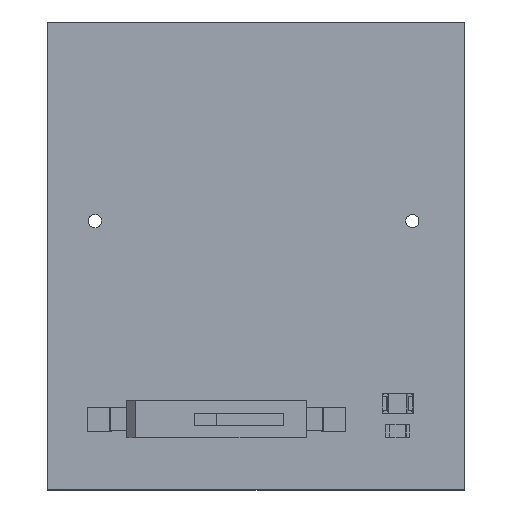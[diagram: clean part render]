
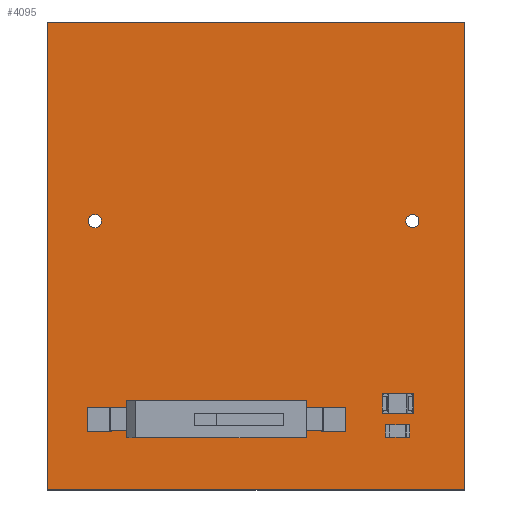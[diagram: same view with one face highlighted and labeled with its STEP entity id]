
A CAD part, top view. The second image highlights one B-rep face of the part: STEP entity #4095.
In plain terms, the highlighted planar face has unit normal (0, 0, 1).
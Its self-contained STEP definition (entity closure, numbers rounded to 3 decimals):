
#3961 = VERTEX_POINT('',#3962);
#3962 = CARTESIAN_POINT('',(155.448,-103.124,1.6));
#3968 = EDGE_CURVE('',#3961,#3969,#3971,.T.);
#3969 = VERTEX_POINT('',#3970);
#3970 = CARTESIAN_POINT('',(128.524,-103.124,1.6));
#3971 = LINE('',#3972,#3973);
#3972 = CARTESIAN_POINT('',(155.448,-103.124,1.6));
#3973 = VECTOR('',#3974,1.);
#3974 = DIRECTION('',(-1.,0.,0.));
#4001 = VERTEX_POINT('',#4002);
#4002 = CARTESIAN_POINT('',(155.448,-72.898,1.6));
#4008 = EDGE_CURVE('',#4001,#3961,#4009,.T.);
#4009 = LINE('',#4010,#4011);
#4010 = CARTESIAN_POINT('',(155.448,-72.898,1.6));
#4011 = VECTOR('',#4012,1.);
#4012 = DIRECTION('',(0.,-1.,0.));
#4030 = EDGE_CURVE('',#3969,#4031,#4033,.T.);
#4031 = VERTEX_POINT('',#4032);
#4032 = CARTESIAN_POINT('',(128.524,-72.898,1.6));
#4033 = LINE('',#4034,#4035);
#4034 = CARTESIAN_POINT('',(128.524,-103.124,1.6));
#4035 = VECTOR('',#4036,1.);
#4036 = DIRECTION('',(0.,1.,0.));
#4095 = ADVANCED_FACE('',(#4096,#4107,#4118),#4129,.T.);
#4096 = FACE_BOUND('',#4097,.T.);
#4097 = EDGE_LOOP('',(#4098,#4099,#4100,#4106));
#4098 = ORIENTED_EDGE('',*,*,#3968,.F.);
#4099 = ORIENTED_EDGE('',*,*,#4008,.F.);
#4100 = ORIENTED_EDGE('',*,*,#4101,.F.);
#4101 = EDGE_CURVE('',#4031,#4001,#4102,.T.);
#4102 = LINE('',#4103,#4104);
#4103 = CARTESIAN_POINT('',(128.524,-72.898,1.6));
#4104 = VECTOR('',#4105,1.);
#4105 = DIRECTION('',(1.,0.,0.));
#4106 = ORIENTED_EDGE('',*,*,#4030,.F.);
#4107 = FACE_BOUND('',#4108,.T.);
#4108 = EDGE_LOOP('',(#4109));
#4109 = ORIENTED_EDGE('',*,*,#4110,.T.);
#4110 = EDGE_CURVE('',#4111,#4111,#4113,.T.);
#4111 = VERTEX_POINT('',#4112);
#4112 = CARTESIAN_POINT('',(131.583,-86.185,1.6));
#4113 = CIRCLE('',#4114,0.425);
#4114 = AXIS2_PLACEMENT_3D('',#4115,#4116,#4117);
#4115 = CARTESIAN_POINT('',(131.583,-85.76,1.6));
#4116 = DIRECTION('',(-0.,0.,-1.));
#4117 = DIRECTION('',(-0.,-1.,0.));
#4118 = FACE_BOUND('',#4119,.T.);
#4119 = EDGE_LOOP('',(#4120));
#4120 = ORIENTED_EDGE('',*,*,#4121,.T.);
#4121 = EDGE_CURVE('',#4122,#4122,#4124,.T.);
#4122 = VERTEX_POINT('',#4123);
#4123 = CARTESIAN_POINT('',(152.083,-86.185,1.6));
#4124 = CIRCLE('',#4125,0.425);
#4125 = AXIS2_PLACEMENT_3D('',#4126,#4127,#4128);
#4126 = CARTESIAN_POINT('',(152.083,-85.76,1.6));
#4127 = DIRECTION('',(-0.,0.,-1.));
#4128 = DIRECTION('',(-0.,-1.,0.));
#4129 = PLANE('',#4130);
#4130 = AXIS2_PLACEMENT_3D('',#4131,#4132,#4133);
#4131 = CARTESIAN_POINT('',(0.,0.,1.6));
#4132 = DIRECTION('',(0.,0.,1.));
#4133 = DIRECTION('',(1.,0.,-0.));
